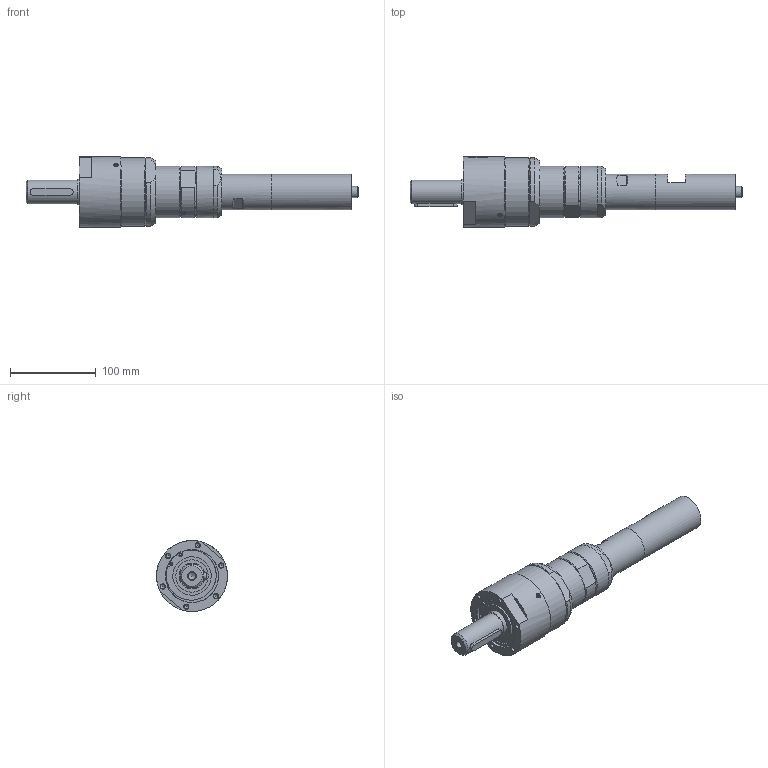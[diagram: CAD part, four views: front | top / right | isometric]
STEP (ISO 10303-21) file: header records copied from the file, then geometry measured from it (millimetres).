
FILE_DESCRIPTION((''),'2;1');
FILE_NAME('MUB 23-7_60009185.stp','2013-05-08T08:23:05',('rmorof'),(''),'Autodesk Inventor 2013','Autodesk Inventor 2013','');
FILE_SCHEMA(('CONFIG_CONTROL_DESIGN'));
Length unit declared in the file: millimetre
Products named in the file (1): MUB 23-15_60009165
Bounding box: 388 x 83 x 83 mm (x, y, z)
Volume: 897237.9 mm3; surface area: 81809.6 mm2
Topology: 5 solids, 7 shells, 212 faces, 474 edges, 303 vertices
Faces by surface type: plane 94, cylinder 71, cone 36, sphere 8, torus 3
Full cylindrical faces by diameter (mm): 1.55 x4, 2 x4, 2.5 x2, 3.5 x2, 3.6 x2, 4 x4, 4.917 x6, 5 x2, 5.5 x2, 8.376 x1, 8.566 x2, 13 x1, 28 x1, 30 x1, 38 x1, 39 x1, 39.5 x1, 41.5 x2, 42 x1, 45 x1, 60 x2, 62 x1, 78.075 x1, 80 x1, 83 x1
Entity records: 5819 total; most frequent: CARTESIAN_POINT 1264, DIRECTION 928, ORIENTED_EDGE 722, AXIS2_PLACEMENT_3D 401, EDGE_CURVE 361, EDGE_LOOP 323, VERTEX_POINT 266, FACE_OUTER_BOUND 212
